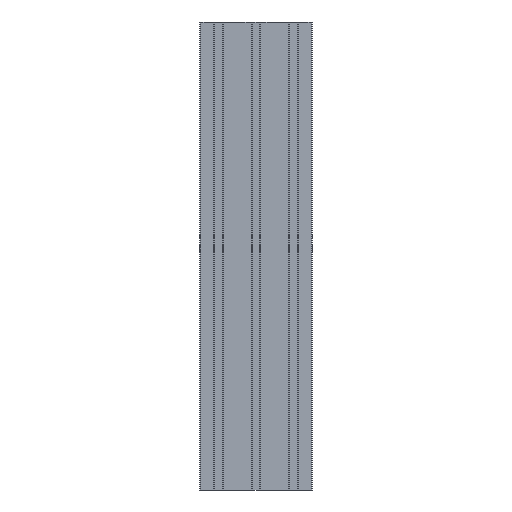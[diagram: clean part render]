
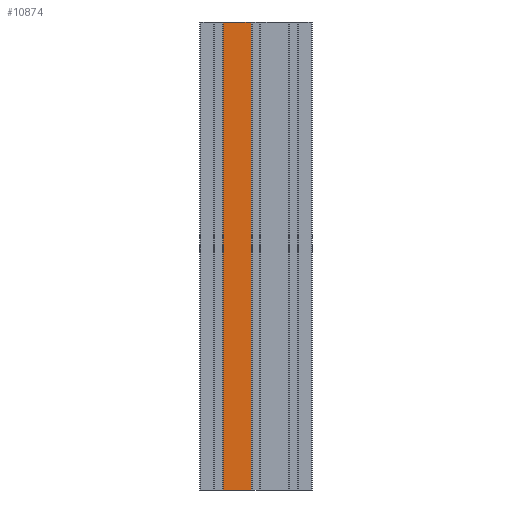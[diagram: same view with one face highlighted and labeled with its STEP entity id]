
A CAD part, front view. The second image highlights one B-rep face of the part: STEP entity #10874.
In plain terms, the highlighted planar face has unit normal (0, -1, 0).
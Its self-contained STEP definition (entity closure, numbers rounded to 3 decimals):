
#298 = CARTESIAN_POINT ( 'NONE',  ( -34.8, -40., 0. ) ) ;
#528 = VERTEX_POINT ( 'NONE', #16803 ) ;
#570 = DIRECTION ( 'NONE',  ( 1., 0., 0. ) ) ;
#896 = EDGE_CURVE ( 'NONE', #2493, #16624, #19422, .T. ) ;
#1856 = ORIENTED_EDGE ( 'NONE', *, *, #9770, .F. ) ;
#2493 = VERTEX_POINT ( 'NONE', #18101 ) ;
#2497 = CARTESIAN_POINT ( 'NONE',  ( -5.2, -40., 500. ) ) ;
#2504 = ORIENTED_EDGE ( 'NONE', *, *, #20484, .T. ) ;
#2656 = FACE_OUTER_BOUND ( 'NONE', #10702, .T. ) ;
#4127 = CARTESIAN_POINT ( 'NONE',  ( -34.8, -40., 500. ) ) ;
#4223 = DIRECTION ( 'NONE',  ( 0., 0., -1. ) ) ;
#5358 = PLANE ( 'NONE',  #5647 ) ;
#5385 = DIRECTION ( 'NONE',  ( 1., 0., 0. ) ) ;
#5647 = AXIS2_PLACEMENT_3D ( 'NONE', #17210, #18913, #8774 ) ;
#8143 = EDGE_CURVE ( 'NONE', #17900, #16624, #15355, .T. ) ;
#8774 = DIRECTION ( 'NONE',  ( 0., 0., 1. ) ) ;
#9121 = CARTESIAN_POINT ( 'NONE',  ( -5.2, -40., 500. ) ) ;
#9720 = LINE ( 'NONE', #19169, #18173 ) ;
#9770 = EDGE_CURVE ( 'NONE', #528, #17900, #9720, .T. ) ;
#9884 = VECTOR ( 'NONE', #5385, 1000. ) ;
#9921 = LINE ( 'NONE', #4127, #17859 ) ;
#10702 = EDGE_LOOP ( 'NONE', ( #14571, #19732, #1856, #2504 ) ) ;
#10874 = ADVANCED_FACE ( 'NONE', ( #2656 ), #5358, .F. ) ;
#14165 = DIRECTION ( 'NONE',  ( 0., 0., -1. ) ) ;
#14571 = ORIENTED_EDGE ( 'NONE', *, *, #896, .T. ) ;
#15355 = LINE ( 'NONE', #2497, #19855 ) ;
#16624 = VERTEX_POINT ( 'NONE', #19722 ) ;
#16803 = CARTESIAN_POINT ( 'NONE',  ( -34.8, -40., 500. ) ) ;
#17210 = CARTESIAN_POINT ( 'NONE',  ( -34.8, -40., 500. ) ) ;
#17859 = VECTOR ( 'NONE', #14165, 1000. ) ;
#17900 = VERTEX_POINT ( 'NONE', #9121 ) ;
#18101 = CARTESIAN_POINT ( 'NONE',  ( -34.8, -40., 0. ) ) ;
#18173 = VECTOR ( 'NONE', #570, 1000. ) ;
#18913 = DIRECTION ( 'NONE',  ( 0., 1., 0. ) ) ;
#19169 = CARTESIAN_POINT ( 'NONE',  ( -34.8, -40., 500. ) ) ;
#19422 = LINE ( 'NONE', #298, #9884 ) ;
#19722 = CARTESIAN_POINT ( 'NONE',  ( -5.2, -40., 0. ) ) ;
#19732 = ORIENTED_EDGE ( 'NONE', *, *, #8143, .F. ) ;
#19855 = VECTOR ( 'NONE', #4223, 1000. ) ;
#20484 = EDGE_CURVE ( 'NONE', #528, #2493, #9921, .T. ) ;
